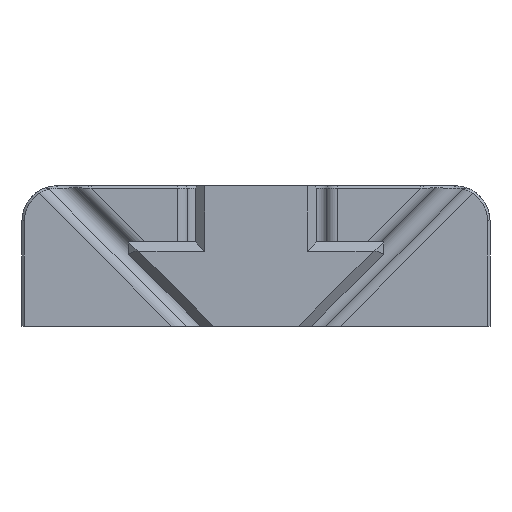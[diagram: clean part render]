
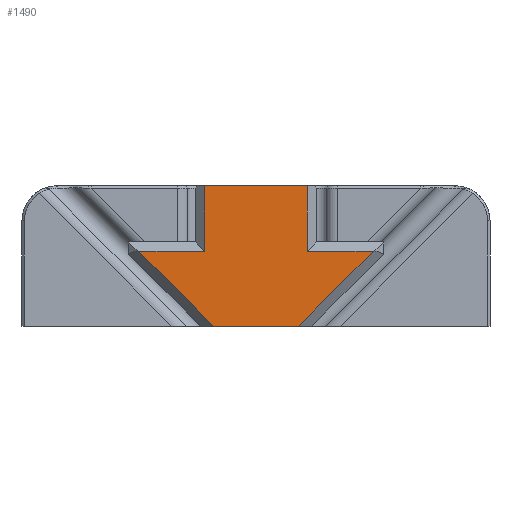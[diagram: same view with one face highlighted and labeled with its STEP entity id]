
A CAD part, left-side view. The second image highlights one B-rep face of the part: STEP entity #1490.
In plain terms, the highlighted planar face has unit normal (-1, 0, 0).
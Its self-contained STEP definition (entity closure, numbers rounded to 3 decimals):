
#237=FACE_OUTER_BOUND('',#327,.T.);
#327=EDGE_LOOP('',(#1362,#1363,#1364,#1365,#1366,#1367,#1368,#1369));
#348=LINE('',#2093,#478);
#378=LINE('',#2424,#508);
#412=LINE('',#2713,#542);
#416=LINE('',#2721,#546);
#424=LINE('',#2746,#554);
#427=LINE('',#2757,#557);
#430=LINE('',#2763,#560);
#439=LINE('',#2787,#569);
#478=VECTOR('',#1675,10.);
#508=VECTOR('',#1753,10.);
#542=VECTOR('',#1841,10.);
#546=VECTOR('',#1847,10.);
#554=VECTOR('',#1873,10.);
#557=VECTOR('',#1886,10.);
#560=VECTOR('',#1891,10.);
#569=VECTOR('',#1916,10.);
#618=VERTEX_POINT('',#2090);
#619=VERTEX_POINT('',#2092);
#661=VERTEX_POINT('',#2421);
#662=VERTEX_POINT('',#2423);
#695=VERTEX_POINT('',#2711);
#698=VERTEX_POINT('',#2719);
#709=VERTEX_POINT('',#2756);
#711=VERTEX_POINT('',#2762);
#759=EDGE_CURVE('',#619,#618,#348,.T.);
#821=EDGE_CURVE('',#662,#661,#378,.T.);
#878=EDGE_CURVE('',#695,#618,#412,.T.);
#882=EDGE_CURVE('',#698,#695,#416,.T.);
#895=EDGE_CURVE('',#662,#698,#424,.T.);
#900=EDGE_CURVE('',#619,#709,#427,.T.);
#903=EDGE_CURVE('',#709,#711,#430,.T.);
#916=EDGE_CURVE('',#711,#661,#439,.T.);
#1362=ORIENTED_EDGE('',*,*,#882,.F.);
#1363=ORIENTED_EDGE('',*,*,#895,.F.);
#1364=ORIENTED_EDGE('',*,*,#821,.T.);
#1365=ORIENTED_EDGE('',*,*,#916,.F.);
#1366=ORIENTED_EDGE('',*,*,#903,.F.);
#1367=ORIENTED_EDGE('',*,*,#900,.F.);
#1368=ORIENTED_EDGE('',*,*,#759,.T.);
#1369=ORIENTED_EDGE('',*,*,#878,.F.);
#1406=PLANE('',#1620);
#1490=ADVANCED_FACE('',(#237),#1406,.T.);
#1620=AXIS2_PLACEMENT_3D('',#2833,#1983,#1984);
#1675=DIRECTION('',(0.,1.,0.));
#1753=DIRECTION('',(0.,-1.,0.));
#1841=DIRECTION('',(0.,0.,1.));
#1847=DIRECTION('',(0.,-1.,0.));
#1873=DIRECTION('',(0.,0.707,0.707));
#1886=DIRECTION('',(0.,0.,-1.));
#1891=DIRECTION('',(0.,-1.,0.));
#1916=DIRECTION('',(0.,0.707,-0.707));
#1983=DIRECTION('center_axis',(-1.,0.,0.));
#1984=DIRECTION('ref_axis',(0.,1.,0.));
#2090=CARTESIAN_POINT('',(-51.25,2.2,6.));
#2092=CARTESIAN_POINT('',(-51.25,-2.2,6.));
#2093=CARTESIAN_POINT('',(-51.25,-8.5,6.));
#2421=CARTESIAN_POINT('',(-51.25,-1.808,0.));
#2423=CARTESIAN_POINT('',(-51.25,1.808,0.));
#2424=CARTESIAN_POINT('',(-51.25,-4.,0.));
#2711=CARTESIAN_POINT('',(-51.25,2.2,3.2));
#2713=CARTESIAN_POINT('',(-51.25,2.2,4.5));
#2719=CARTESIAN_POINT('',(-51.25,5.008,3.2));
#2721=CARTESIAN_POINT('',(-51.25,1.3,3.2));
#2746=CARTESIAN_POINT('',(-51.25,3.786,1.978));
#2756=CARTESIAN_POINT('',(-51.25,-2.2,3.2));
#2757=CARTESIAN_POINT('',(-51.25,-2.2,3.3));
#2762=CARTESIAN_POINT('',(-51.25,-5.008,3.2));
#2763=CARTESIAN_POINT('',(-51.25,-2.725,3.2));
#2787=CARTESIAN_POINT('',(-51.25,-2.247,0.439));
#2833=CARTESIAN_POINT('Origin',(-51.25,0.,
3.));
